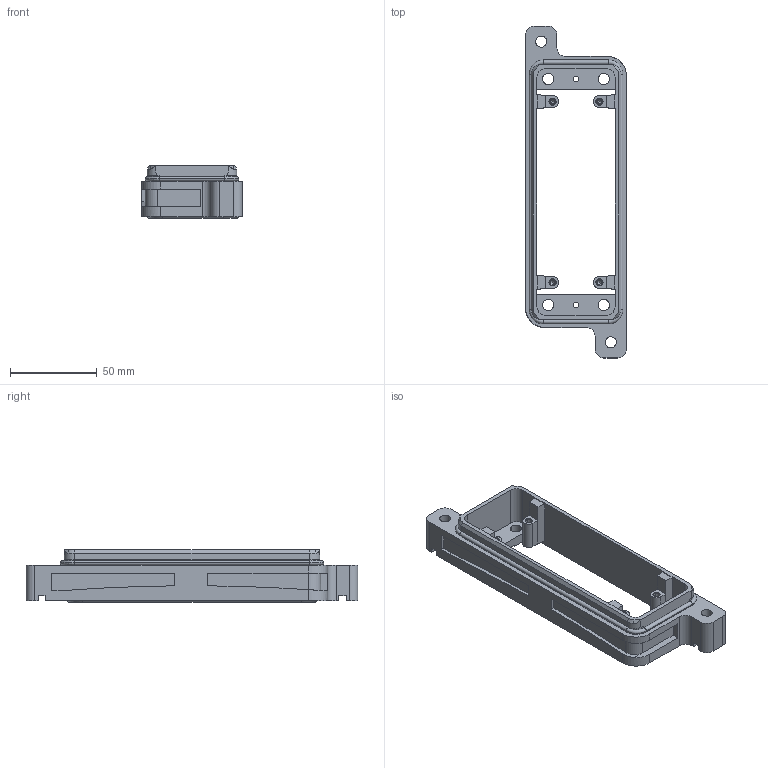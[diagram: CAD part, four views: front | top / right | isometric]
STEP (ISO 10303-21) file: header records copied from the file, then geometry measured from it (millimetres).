
FILE_DESCRIPTION(('CATIA V5 STEP Exchange','CAx-IF Rec.Pracs.--- Model Styling and Organization---1.4--- 2014-01-23'),'2;1');
FILE_NAME ('13320310_3', '2019-10-25T12:35:19+00:00', ('none'), ('Weidmueller'), 'CATIA Version 5-6 Release 2016 SP3 HF44', 'CATIA V5 STEP AP214', 'none');
FILE_SCHEMA(('AUTOMOTIVE_DESIGN { 1 0 10303 214 1 1 1 1 }'));
Length unit declared in the file: millimetre
Products named in the file (1): 1081540000
Bounding box: 58 x 191 x 30.3 mm (x, y, z)
Volume: 79794.2 mm3; surface area: 42481.6 mm2
Topology: 1 solids, 2 shells, 299 faces, 832 edges, 530 vertices
Faces by surface type: plane 146, cylinder 103, cone 28, torus 22
Entity records: 9911 total; most frequent: CARTESIAN_POINT 2746, ORIENTED_EDGE 1648, DIRECTION 1179, EDGE_CURVE 824, VERTEX_POINT 530, VECTOR 498, LINE 498, AXIS2_PLACEMENT_3D 452
